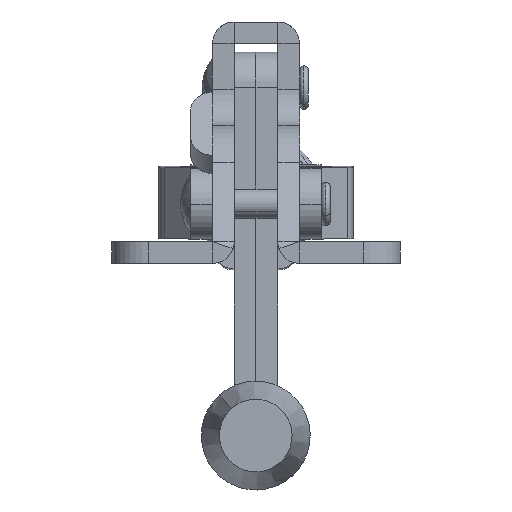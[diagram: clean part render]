
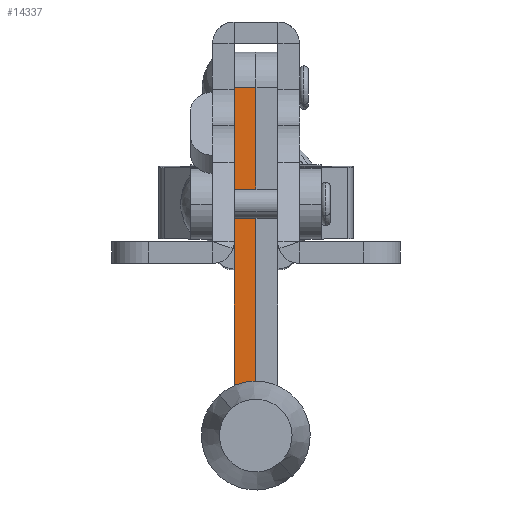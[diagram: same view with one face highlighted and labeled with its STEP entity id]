
A CAD part, front view. The second image highlights one B-rep face of the part: STEP entity #14337.
In plain terms, the highlighted face is planar.
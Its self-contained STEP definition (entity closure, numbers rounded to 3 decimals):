
#173 = EDGE_CURVE ( 'NONE', #5714, #17842, #15416, .T. ) ;
#263 = VECTOR ( 'NONE', #15632, 1000. ) ;
#299 = EDGE_CURVE ( 'NONE', #19306, #5662, #6054, .T. ) ;
#765 = CARTESIAN_POINT ( 'NONE',  ( -11.329, 3., 0. ) ) ;
#1242 = ORIENTED_EDGE ( 'NONE', *, *, #25349, .F. ) ;
#1629 = DIRECTION ( 'NONE',  ( -0.81, -0.587, 0. ) ) ;
#1937 = DIRECTION ( 'NONE',  ( -0.498, -0.867, 0. ) ) ;
#2201 = CARTESIAN_POINT ( 'NONE',  ( 41.65, 3., 0. ) ) ;
#2604 = ORIENTED_EDGE ( 'NONE', *, *, #2981, .F. ) ;
#2981 = EDGE_CURVE ( 'NONE', #17493, #28063, #34084, .T. ) ;
#2993 = VECTOR ( 'NONE', #1937, 1000. ) ;
#3019 = CARTESIAN_POINT ( 'NONE',  ( 0., 0., 0. ) ) ;
#3073 = CARTESIAN_POINT ( 'NONE',  ( 41.65, 0., 0. ) ) ;
#3311 = CARTESIAN_POINT ( 'NONE',  ( -11.329, 3., 0. ) ) ;
#3941 = DIRECTION ( 'NONE',  ( -1., 0., 0. ) ) ;
#5103 = DIRECTION ( 'NONE',  ( -1., 0., 0. ) ) ;
#5662 = VERTEX_POINT ( 'NONE', #29057 ) ;
#5714 = VERTEX_POINT ( 'NONE', #15425 ) ;
#6054 = CIRCLE ( 'NONE', #15314, 3. ) ;
#6081 = EDGE_CURVE ( 'NONE', #19169, #10434, #12897, .T. ) ;
#6183 = ORIENTED_EDGE ( 'NONE', *, *, #36148, .F. ) ;
#6564 = ORIENTED_EDGE ( 'NONE', *, *, #25738, .F. ) ;
#6807 = LINE ( 'NONE', #765, #29585 ) ;
#7940 = CARTESIAN_POINT ( 'NONE',  ( -6.257, 3.031, 0. ) ) ;
#8772 = EDGE_CURVE ( 'NONE', #12411, #17493, #18178, .T. ) ;
#9176 = EDGE_CURVE ( 'NONE', #35441, #22622, #31979, .T. ) ;
#10104 = ORIENTED_EDGE ( 'NONE', *, *, #35987, .F. ) ;
#10127 = VECTOR ( 'NONE', #1629, 1000. ) ;
#10434 = VERTEX_POINT ( 'NONE', #27528 ) ;
#10797 = DIRECTION ( 'NONE',  ( 1., 0., 0. ) ) ;
#11706 = AXIS2_PLACEMENT_3D ( 'NONE', #13563, #22230, #5103 ) ;
#12373 = ORIENTED_EDGE ( 'NONE', *, *, #173, .F. ) ;
#12411 = VERTEX_POINT ( 'NONE', #3311 ) ;
#12815 = VECTOR ( 'NONE', #26233, 1000. ) ;
#12897 = LINE ( 'NONE', #3073, #27234 ) ;
#12962 = VECTOR ( 'NONE', #20133, 1000. ) ;
#13563 = CARTESIAN_POINT ( 'NONE',  ( -0.213, 0., 0. ) ) ;
#14337 = ADVANCED_FACE ( 'NONE', ( #20909 ), #36439, .T. ) ;
#15314 = AXIS2_PLACEMENT_3D ( 'NONE', #18204, #33948, #3941 ) ;
#15416 = LINE ( 'NONE', #16575, #263 ) ;
#15425 = CARTESIAN_POINT ( 'NONE',  ( -2.42, -1.581, 0. ) ) ;
#15490 = DIRECTION ( 'NONE',  ( 0., 0., -1. ) ) ;
#15632 = DIRECTION ( 'NONE',  ( 0.837, 0.547, 0. ) ) ;
#16286 = CARTESIAN_POINT ( 'NONE',  ( -12.83, 0.385, 0. ) ) ;
#16575 = CARTESIAN_POINT ( 'NONE',  ( -2.42, -1.581, 0. ) ) ;
#17413 = AXIS2_PLACEMENT_3D ( 'NONE', #7940, #27929, #10797 ) ;
#17493 = VERTEX_POINT ( 'NONE', #18549 ) ;
#17842 = VERTEX_POINT ( 'NONE', #20156 ) ;
#18178 = LINE ( 'NONE', #16286, #2993 ) ;
#18204 = CARTESIAN_POINT ( 'NONE',  ( -0.213, 0., 0. ) ) ;
#18549 = CARTESIAN_POINT ( 'NONE',  ( -12.83, 0.385, 0. ) ) ;
#19169 = VERTEX_POINT ( 'NONE', #2201 ) ;
#19306 = VERTEX_POINT ( 'NONE', #25669 ) ;
#19476 = EDGE_CURVE ( 'NONE', #22622, #12411, #6807, .T. ) ;
#20133 = DIRECTION ( 'NONE',  ( 1., 0., 0. ) ) ;
#20156 = CARTESIAN_POINT ( 'NONE',  ( 0., 0., 0. ) ) ;
#20909 = FACE_OUTER_BOUND ( 'NONE', #30386, .T. ) ;
#21604 = CARTESIAN_POINT ( 'NONE',  ( -1.973, 2.43, 0. ) ) ;
#22230 = DIRECTION ( 'NONE',  ( 0., 0., -1. ) ) ;
#22622 = VERTEX_POINT ( 'NONE', #33439 ) ;
#24040 = ORIENTED_EDGE ( 'NONE', *, *, #19476, .F. ) ;
#25349 = EDGE_CURVE ( 'NONE', #17842, #10434, #28224, .T. ) ;
#25388 = LINE ( 'NONE', #21604, #10127 ) ;
#25669 = CARTESIAN_POINT ( 'NONE',  ( -0.213, 3., 0. ) ) ;
#25738 = EDGE_CURVE ( 'NONE', #28063, #5714, #36015, .T. ) ;
#26233 = DIRECTION ( 'NONE',  ( -1., 0., 0. ) ) ;
#26256 = ORIENTED_EDGE ( 'NONE', *, *, #8772, .F. ) ;
#26471 = VECTOR ( 'NONE', #33311, 1000. ) ;
#26600 = CARTESIAN_POINT ( 'NONE',  ( 0., 3., 0. ) ) ;
#26748 = ORIENTED_EDGE ( 'NONE', *, *, #299, .F. ) ;
#27147 = LINE ( 'NONE', #26600, #12815 ) ;
#27234 = VECTOR ( 'NONE', #34516, 1000. ) ;
#27528 = CARTESIAN_POINT ( 'NONE',  ( 41.65, 0., 0. ) ) ;
#27929 = DIRECTION ( 'NONE',  ( 0., 0., 1. ) ) ;
#28063 = VERTEX_POINT ( 'NONE', #35627 ) ;
#28224 = LINE ( 'NONE', #3019, #12962 ) ;
#29057 = CARTESIAN_POINT ( 'NONE',  ( -1.973, 2.43, 0. ) ) ;
#29352 = DIRECTION ( 'NONE',  ( -0.81, 0.587, 0. ) ) ;
#29585 = VECTOR ( 'NONE', #29352, 1000. ) ;
#30288 = ORIENTED_EDGE ( 'NONE', *, *, #9176, .F. ) ;
#30386 = EDGE_LOOP ( 'NONE', ( #10104, #32935, #1242, #12373, #6564, #2604, #26256, #24040, #30288, #6183, #26748 ) ) ;
#30576 = CARTESIAN_POINT ( 'NONE',  ( -12.83, 0.385, 0. ) ) ;
#30742 = AXIS2_PLACEMENT_3D ( 'NONE', #32589, #15490, #35465 ) ;
#31247 = CARTESIAN_POINT ( 'NONE',  ( -4.497, 0.601, 0. ) ) ;
#31979 = CIRCLE ( 'NONE', #30742, 3. ) ;
#32589 = CARTESIAN_POINT ( 'NONE',  ( -6.257, 3.031, 0. ) ) ;
#32935 = ORIENTED_EDGE ( 'NONE', *, *, #6081, .T. ) ;
#33311 = DIRECTION ( 'NONE',  ( 0.81, -0.587, 0. ) ) ;
#33439 = CARTESIAN_POINT ( 'NONE',  ( -8.017, 0.601, 0. ) ) ;
#33948 = DIRECTION ( 'NONE',  ( 0., 0., 1. ) ) ;
#34084 = LINE ( 'NONE', #30576, #26471 ) ;
#34516 = DIRECTION ( 'NONE',  ( 0., -1., 0. ) ) ;
#35441 = VERTEX_POINT ( 'NONE', #31247 ) ;
#35465 = DIRECTION ( 'NONE',  ( 1., 0., 0. ) ) ;
#35627 = CARTESIAN_POINT ( 'NONE',  ( -9.778, -1.827, 0. ) ) ;
#35987 = EDGE_CURVE ( 'NONE', #19169, #19306, #27147, .T. ) ;
#36015 = CIRCLE ( 'NONE', #17413, 5.999 ) ;
#36148 = EDGE_CURVE ( 'NONE', #5662, #35441, #25388, .T. ) ;
#36439 = PLANE ( 'NONE',  #11706 ) ;
